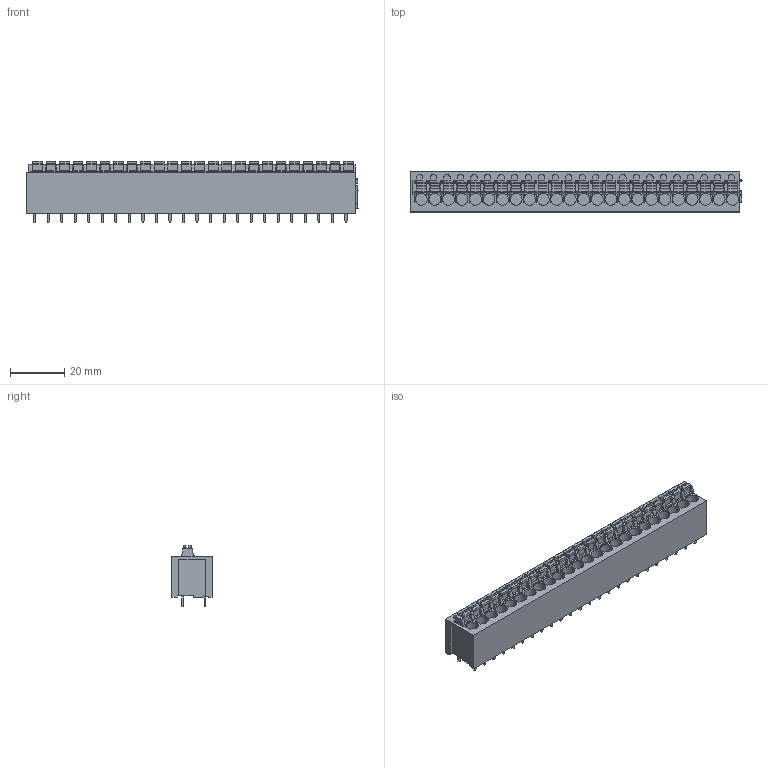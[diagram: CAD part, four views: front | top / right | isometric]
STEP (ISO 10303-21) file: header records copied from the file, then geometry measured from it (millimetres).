
FILE_DESCRIPTION(('CATIA V5 STEP Exchange','CAx-IF Rec.Pracs.--- Model Styling and Organization---1.4--- 2014-01-23'),'2;1');
FILE_NAME ('D1491555_0', '2021-06-29T07:55:47+00:00', ('none'), ('Weidmueller'), 'CATIA Version 5-6 Release 2016 SP3 HF44', 'CATIA V5 STEP AP214', 'none');
FILE_SCHEMA(('AUTOMOTIVE_DESIGN { 1 0 10303 214 1 1 1 1 }'));
Length unit declared in the file: millimetre
Products named in the file (1): 1425270000
Bounding box: 122.65 x 14.8 x 22.7 mm (x, y, z)
Volume: 25455 mm3; surface area: 14794.6 mm2
Topology: 73 solids, 73 shells, 1620 faces, 4269 edges, 2846 vertices
Faces by surface type: plane 1241, cylinder 379
Entity records: 47649 total; most frequent: ORIENTED_EDGE 8538, CARTESIAN_POINT 8417, DIRECTION 6228, EDGE_CURVE 4269, VECTOR 3463, LINE 3463, VERTEX_POINT 2846, AXIS2_PLACEMENT_3D 1760
